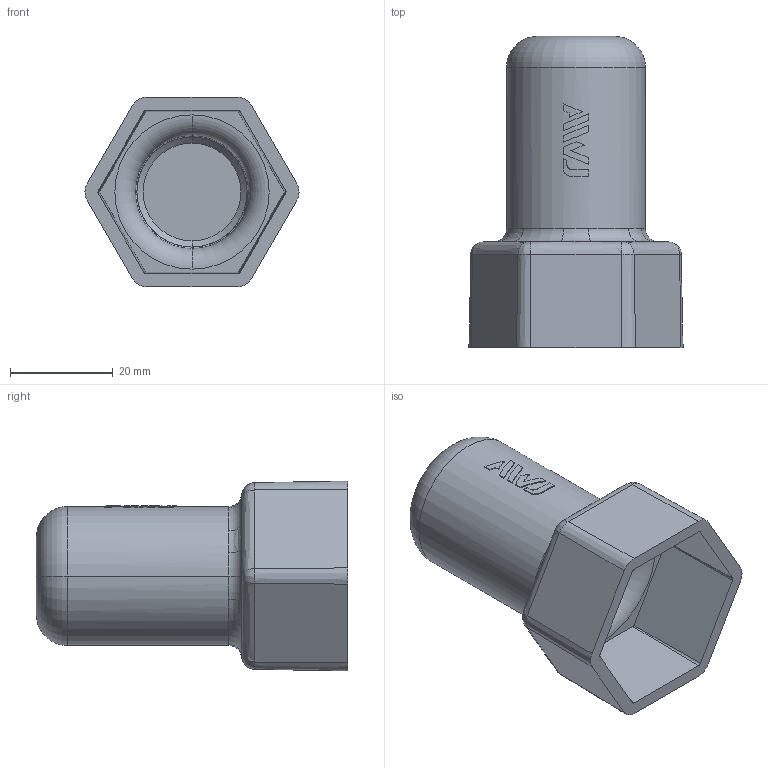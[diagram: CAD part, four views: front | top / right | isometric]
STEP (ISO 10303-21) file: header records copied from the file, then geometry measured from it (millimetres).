
FILE_DESCRIPTION(('STEP AP203'),'1');
FILE_NAME('.step','2024-11-29T09:30:05',(' '),(' '),'Spatial InterOp 3D',' ',' ');
FILE_SCHEMA(('CONFIG_CONTROL_DESIGN'));
Length unit declared in the file: millimetre
Products named in the file (1): 1
Bounding box: 41.65 x 60.5 x 36.92 mm (x, y, z)
Volume: 15173.3 mm3; surface area: 12650.3 mm2
Topology: 1 solids, 1 shells, 167 faces, 440 edges, 282 vertices
Faces by surface type: plane 77, cylinder 38, cone 20, bspline 20, torus 12
Entity records: 29140 total; most frequent: CARTESIAN_POINT 25106, ORIENTED_EDGE 880, DIRECTION 801, EDGE_CURVE 440, AXIS2_PLACEMENT_3D 322, VERTEX_POINT 282, EDGE_LOOP 174, ADVANCED_FACE 167
